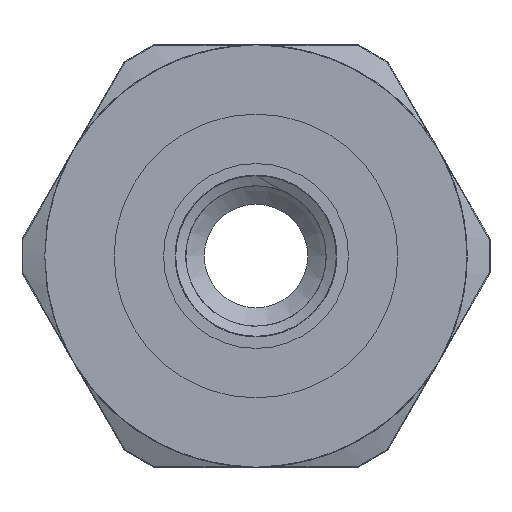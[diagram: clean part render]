
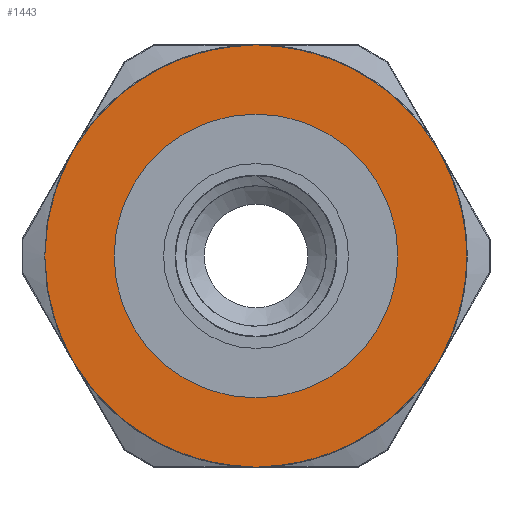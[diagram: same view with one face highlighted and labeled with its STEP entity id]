
A CAD part, left-side view. The second image highlights one B-rep face of the part: STEP entity #1443.
In plain terms, the highlighted planar face has unit normal (-1, 0, 0).
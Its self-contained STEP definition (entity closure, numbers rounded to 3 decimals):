
#28=FACE_BOUND('',#473,.T.);
#59=PLANE('',#1621);
#360=FACE_OUTER_BOUND('',#472,.T.);
#472=EDGE_LOOP('',(#1282));
#473=EDGE_LOOP('',(#1283));
#586=CIRCLE('',#1620,10.75);
#587=CIRCLE('',#1622,16.);
#711=VERTEX_POINT('',#5498);
#712=VERTEX_POINT('',#5501);
#918=EDGE_CURVE('',#711,#711,#586,.T.);
#919=EDGE_CURVE('',#712,#712,#587,.T.);
#1282=ORIENTED_EDGE('',*,*,#919,.F.);
#1283=ORIENTED_EDGE('',*,*,#918,.T.);
#1443=ADVANCED_FACE('',(#360,#28),#59,.T.);
#1620=AXIS2_PLACEMENT_3D('',#5499,#2003,#2004);
#1621=AXIS2_PLACEMENT_3D('',#5500,#2005,#2006);
#1622=AXIS2_PLACEMENT_3D('',#5502,#2007,#2008);
#2003=DIRECTION('center_axis',(1.,0.,0.));
#2004=DIRECTION('ref_axis',(0.,0.,-1.));
#2005=DIRECTION('center_axis',(-1.,0.,0.));
#2006=DIRECTION('ref_axis',(0.,0.,1.));
#2007=DIRECTION('center_axis',(1.,0.,0.));
#2008=DIRECTION('ref_axis',(0.,0.,-1.));
#5498=CARTESIAN_POINT('',(-16.05,10.75,0.));
#5499=CARTESIAN_POINT('Origin',(-16.05,0.,0.));
#5500=CARTESIAN_POINT('Origin',(-16.05,16.,0.));
#5501=CARTESIAN_POINT('',(-16.05,16.,0.));
#5502=CARTESIAN_POINT('Origin',(-16.05,0.,0.));
